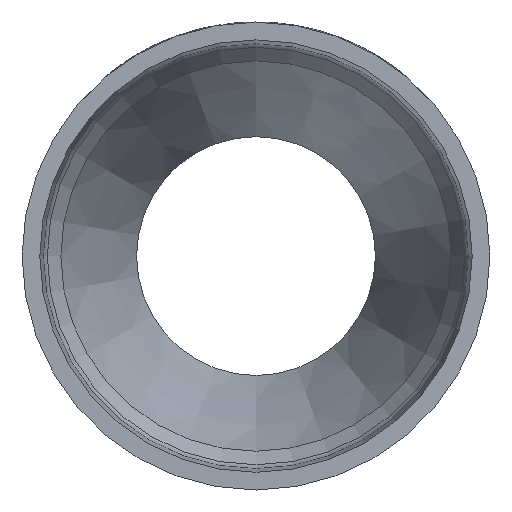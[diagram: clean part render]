
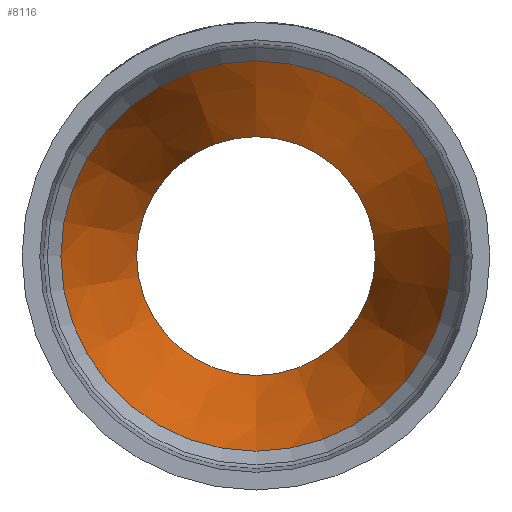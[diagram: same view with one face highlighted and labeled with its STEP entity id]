
A CAD part, front view. The second image highlights one B-rep face of the part: STEP entity #8116.
In plain terms, the highlighted conical face has half-angle 16.249 degrees and reference radius 29.877 mm.
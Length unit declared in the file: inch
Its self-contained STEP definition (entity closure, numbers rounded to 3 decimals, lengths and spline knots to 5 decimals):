
#226 = CIRCLE ( 'NONE', #3599, 0.893 ) ;
#653 = FACE_BOUND ( 'NONE', #6470, .T. ) ;
#779 = DIRECTION ( 'NONE',  ( 0., 0., -1. ) ) ;
#1554 = CIRCLE ( 'NONE', #17862, 1.4595 ) ;
#2185 = ORIENTED_EDGE ( 'NONE', *, *, #9200, .T. ) ;
#3599 = AXIS2_PLACEMENT_3D ( 'NONE', #16096, #17668, #779 ) ;
#4358 = CARTESIAN_POINT ( 'NONE',  ( 0., 1.94686, 0. ) ) ;
#6470 = EDGE_LOOP ( 'NONE', ( #2185 ) ) ;
#6621 = CARTESIAN_POINT ( 'NONE',  ( 0., 2.91872, -0.893 ) ) ;
#6689 = CARTESIAN_POINT ( 'NONE',  ( 0., 0.975, -1.4595 ) ) ;
#7507 = VERTEX_POINT ( 'NONE', #6689 ) ;
#7908 = FACE_OUTER_BOUND ( 'NONE', #15368, .T. ) ;
#8116 = ADVANCED_FACE ( 'NONE', ( #653, #7908 ), #14309, .F. ) ;
#8246 = EDGE_CURVE ( 'NONE', #7507, #7507, #1554, .T. ) ;
#8320 = ORIENTED_EDGE ( 'NONE', *, *, #8246, .F. ) ;
#9200 = EDGE_CURVE ( 'NONE', #15218, #15218, #226, .T. ) ;
#9730 = DIRECTION ( 'NONE',  ( 0., -1., 0. ) ) ;
#10200 = DIRECTION ( 'NONE',  ( -1., 0., 0. ) ) ;
#10604 = DIRECTION ( 'NONE',  ( 0., 0., -1. ) ) ;
#12771 = AXIS2_PLACEMENT_3D ( 'NONE', #4358, #9730, #10200 ) ;
#12785 = CARTESIAN_POINT ( 'NONE',  ( 0., 0.975, 0. ) ) ;
#13077 = DIRECTION ( 'NONE',  ( 0., 1., 0. ) ) ;
#14309 = CONICAL_SURFACE ( 'NONE', #12771, 1.17625, 0.284 ) ;
#15218 = VERTEX_POINT ( 'NONE', #6621 ) ;
#15368 = EDGE_LOOP ( 'NONE', ( #8320 ) ) ;
#16096 = CARTESIAN_POINT ( 'NONE',  ( 0., 2.91872, 0. ) ) ;
#17668 = DIRECTION ( 'NONE',  ( 0., 1., 0. ) ) ;
#17862 = AXIS2_PLACEMENT_3D ( 'NONE', #12785, #13077, #10604 ) ;
